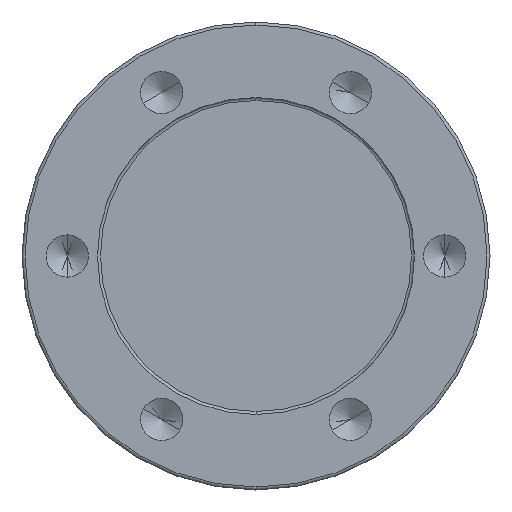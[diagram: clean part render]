
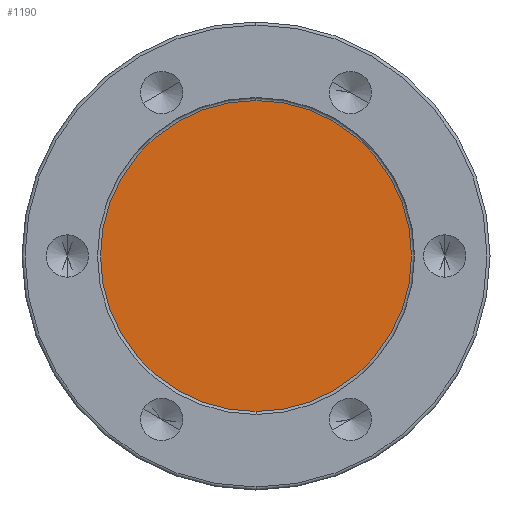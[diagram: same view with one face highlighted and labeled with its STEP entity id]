
A CAD part, left-side view. The second image highlights one B-rep face of the part: STEP entity #1190.
In plain terms, the highlighted planar face has unit normal (-1, 0, 0).
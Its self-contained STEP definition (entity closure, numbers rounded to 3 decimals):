
#59 = CARTESIAN_POINT ( 'NONE',  ( 27., 0., -51.5 ) ) ;
#121 = DIRECTION ( 'NONE',  ( 0., 0., -1. ) ) ;
#198 = CIRCLE ( 'NONE', #247, 51.5 ) ;
#247 = AXIS2_PLACEMENT_3D ( 'NONE', #1184, #1286, #398 ) ;
#252 = CARTESIAN_POINT ( 'NONE',  ( 27., 0., 51.5 ) ) ;
#354 = CARTESIAN_POINT ( 'NONE',  ( 27., 0., 0. ) ) ;
#398 = DIRECTION ( 'NONE',  ( 0., 0., -1. ) ) ;
#417 = PLANE ( 'NONE',  #701 ) ;
#439 = VERTEX_POINT ( 'NONE', #252 ) ;
#662 = EDGE_CURVE ( 'NONE', #1172, #439, #942, .T. ) ;
#687 = DIRECTION ( 'NONE',  ( -1., 0., 0. ) ) ;
#701 = AXIS2_PLACEMENT_3D ( 'NONE', #1406, #851, #1070 ) ;
#851 = DIRECTION ( 'NONE',  ( 1., 0., 0. ) ) ;
#942 = CIRCLE ( 'NONE', #1010, 51.5 ) ;
#1010 = AXIS2_PLACEMENT_3D ( 'NONE', #354, #687, #121 ) ;
#1070 = DIRECTION ( 'NONE',  ( 0., 0., -1. ) ) ;
#1104 = ORIENTED_EDGE ( 'NONE', *, *, #1148, .T. ) ;
#1148 = EDGE_CURVE ( 'NONE', #439, #1172, #198, .T. ) ;
#1172 = VERTEX_POINT ( 'NONE', #59 ) ;
#1173 = FACE_OUTER_BOUND ( 'NONE', #1340, .T. ) ;
#1182 = ORIENTED_EDGE ( 'NONE', *, *, #662, .T. ) ;
#1184 = CARTESIAN_POINT ( 'NONE',  ( 27., 0., 0. ) ) ;
#1190 = ADVANCED_FACE ( 'NONE', ( #1173 ), #417, .F. ) ;
#1286 = DIRECTION ( 'NONE',  ( -1., 0., 0. ) ) ;
#1340 = EDGE_LOOP ( 'NONE', ( #1182, #1104 ) ) ;
#1406 = CARTESIAN_POINT ( 'NONE',  ( 27., 52.5, 0. ) ) ;
